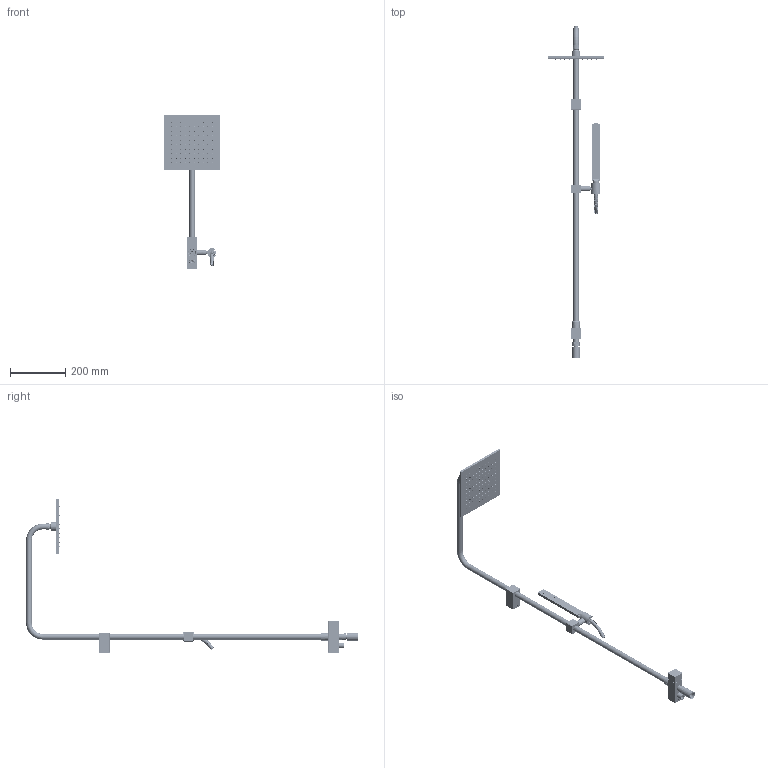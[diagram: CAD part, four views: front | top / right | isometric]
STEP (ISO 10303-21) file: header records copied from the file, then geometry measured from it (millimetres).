
FILE_DESCRIPTION((''),'2;1');
FILE_NAME('ZCOL617CR','2021-11-11T12:02:22',('ut3'),('PAFFONI SpA'),'CREO PARAMETRIC BY PTC INC, 2020044','CREO PARAMETRIC BY PTC INC, 2020044','');
FILE_SCHEMA(('CONFIG_CONTROL_DESIGN','SHAPE_APPEARANCE_LAYERS_GROUPS'));
Products named in the file (1): ZCOL617CR
Bounding box: 200.2 x 1205.3 x 559.1 mm (x, y, z)
Volume: 623611.7 mm3; surface area: 493654.7 mm2
Topology: 5 solids, 6 shells, 6151 faces, 13419 edges, 7715 vertices
Faces by surface type: torus 3272, cylinder 1242, plane 1107, cone 419, bspline 65, sphere 34, extrusion 12
Entity records: 268067 total; most frequent: CARTESIAN_POINT 64806, DIRECTION 34921, ORIENTED_EDGE 26748, AXIS2_PLACEMENT_3D 15851, EDGE_CURVE 13374, FILL_AREA_STYLE_COLOUR 10089, FILL_AREA_STYLE 10089, SURFACE_STYLE_FILL_AREA 10089
